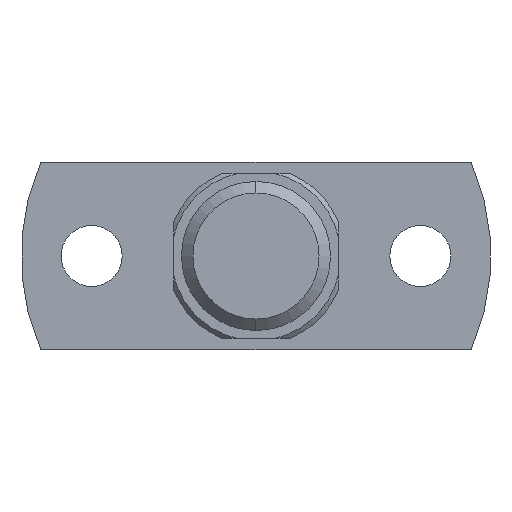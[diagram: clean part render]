
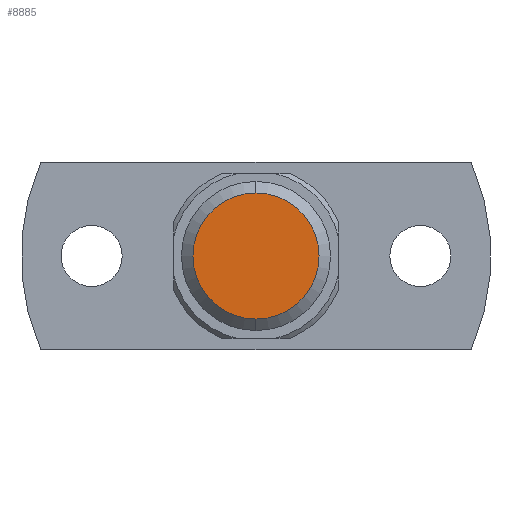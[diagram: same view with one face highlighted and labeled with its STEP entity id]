
A CAD part, front view. The second image highlights one B-rep face of the part: STEP entity #8885.
In plain terms, the highlighted planar face has unit normal (0, -1, 0).
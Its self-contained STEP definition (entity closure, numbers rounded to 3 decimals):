
#345 = DIRECTION ( 'NONE',  ( 0., 1., 0. ) ) ;
#1359 = CARTESIAN_POINT ( 'NONE',  ( 0., -11.5, 0. ) ) ;
#1389 = AXIS2_PLACEMENT_3D ( 'NONE', #5294, #8411, #7400 ) ;
#1573 = VERTEX_POINT ( 'NONE', #2804 ) ;
#1733 = CARTESIAN_POINT ( 'NONE',  ( 0., -11.5, -2.685 ) ) ;
#2804 = CARTESIAN_POINT ( 'NONE',  ( 0., -11.5, 2.685 ) ) ;
#2931 = DIRECTION ( 'NONE',  ( 0., 1., 0. ) ) ;
#2939 = FACE_OUTER_BOUND ( 'NONE', #9929, .T. ) ;
#3023 = AXIS2_PLACEMENT_3D ( 'NONE', #1359, #345, #5588 ) ;
#4016 = CIRCLE ( 'NONE', #1389, 2.685 ) ;
#5069 = PLANE ( 'NONE',  #7994 ) ;
#5294 = CARTESIAN_POINT ( 'NONE',  ( 0., -11.5, 0. ) ) ;
#5513 = ORIENTED_EDGE ( 'NONE', *, *, #8617, .F. ) ;
#5546 = VERTEX_POINT ( 'NONE', #1733 ) ;
#5588 = DIRECTION ( 'NONE',  ( 0., 0., -1. ) ) ;
#6950 = CIRCLE ( 'NONE', #3023, 2.685 ) ;
#7400 = DIRECTION ( 'NONE',  ( 0., 0., -1. ) ) ;
#7994 = AXIS2_PLACEMENT_3D ( 'NONE', #10382, #2931, #11449 ) ;
#8411 = DIRECTION ( 'NONE',  ( 0., 1., 0. ) ) ;
#8617 = EDGE_CURVE ( 'Defeature ausgef�hrt1_11+Defeature ausgef�hrt1_10+Defeature ausgef�hrt1_10+Defeature ausgef�hrt1_10', #5546, #1573, #6950, .T. ) ;
#8885 = ADVANCED_FACE ( 'Defeature ausgef�hrt1_10', ( #2939 ), #5069, .F. ) ;
#9929 = EDGE_LOOP ( 'NONE', ( #5513, #11650 ) ) ;
#10382 = CARTESIAN_POINT ( 'NONE',  ( -2.325, -11.5, 0. ) ) ;
#11449 = DIRECTION ( 'NONE',  ( 0., 0., -1. ) ) ;
#11650 = ORIENTED_EDGE ( 'NONE', *, *, #11685, .F. ) ;
#11685 = EDGE_CURVE ( 'Defeature ausgef�hrt1_11+Defeature ausgef�hrt1_10+Defeature ausgef�hrt1_10+Defeature ausgef�hrt1_10', #1573, #5546, #4016, .T. ) ;
